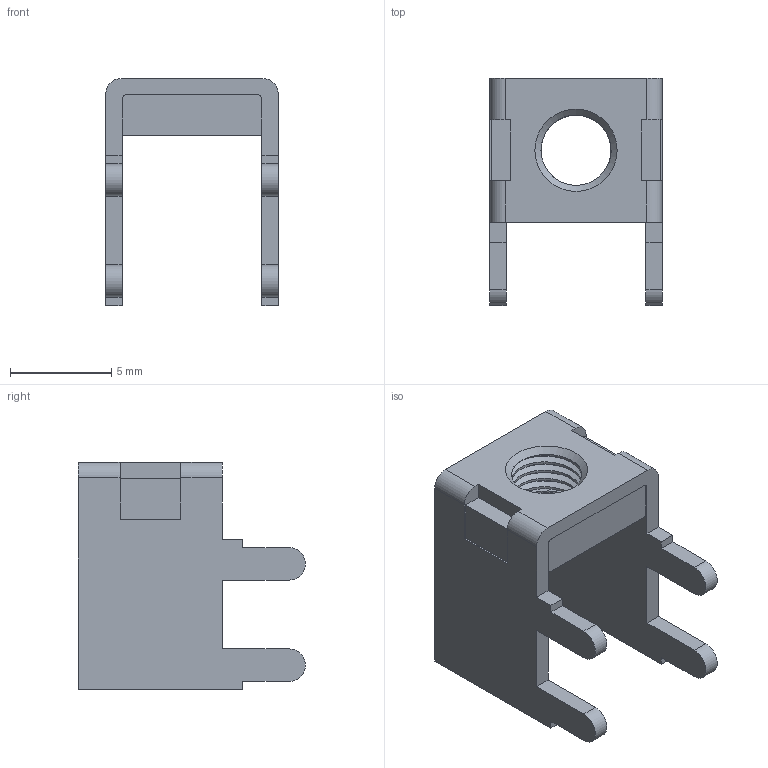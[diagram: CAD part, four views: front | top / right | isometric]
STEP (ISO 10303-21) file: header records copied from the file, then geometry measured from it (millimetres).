
FILE_DESCRIPTION(/* description */ ('Unknown'),/* implementation_level */ '2;1');
FILE_NAME(/* name */ 'AMT0440051DB0000G',/* time_stamp */ '2024-04-23T11:18:16+02:00',/* author */ ('Unknown'),/* organization */ ('Unknown'),/* preprocessor_version */ 'ST-DEVELOPER v18.102',/* originating_system */ 'Solid Edge',/* authorisation */ 'Unknown');
FILE_SCHEMA (('AUTOMOTIVE_DESIGN {1 0 10303 214 3 1 1}'));
Length unit declared in the file: millimetre
Products named in the file (1): AMT0440051DB0000G
Bounding box: 8.5 x 11.2 x 11.2 mm (x, y, z)
Volume: 246.5 mm3; surface area: 580.3 mm2
Topology: 1 solids, 1 shells, 67 faces, 190 edges, 125 vertices
Faces by surface type: plane 44, cylinder 19, cone 2, bspline 2
Full cylindrical faces by diameter (mm): 3.459 x5
Entity records: 3548 total; most frequent: CARTESIAN_POINT 1916, ORIENTED_EDGE 344, DIRECTION 318, EDGE_CURVE 172, LINE 132, VECTOR 132, VERTEX_POINT 115, AXIS2_PLACEMENT_3D 93
